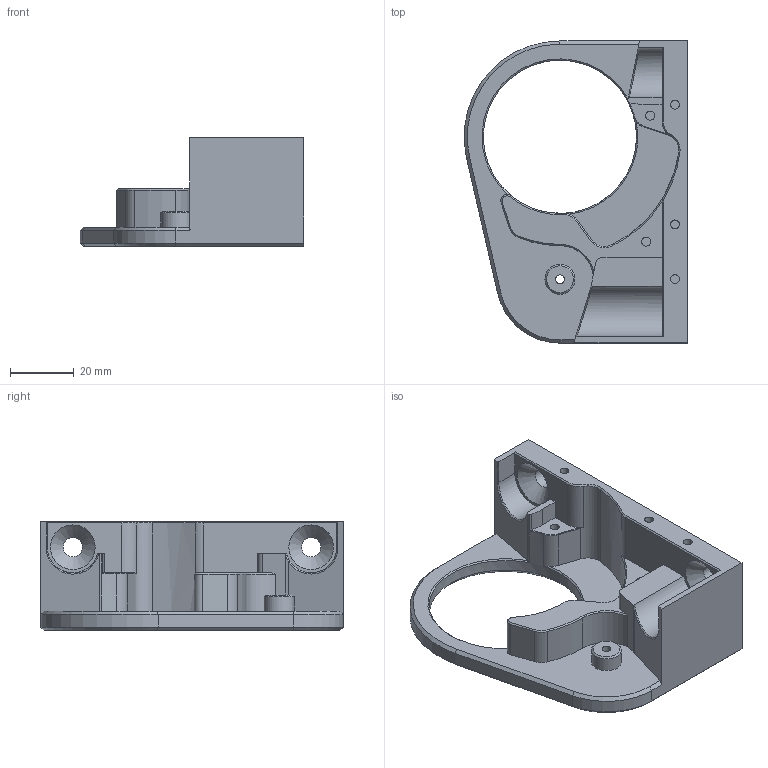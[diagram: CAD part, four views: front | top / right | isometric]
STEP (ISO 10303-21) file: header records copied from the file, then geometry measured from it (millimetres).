
FILE_DESCRIPTION(/* description */ (''),/* implementation_level */ '2;1');
FILE_NAME(/* name */ 'case.stp',/* time_stamp */ '2022-05-02T15:53:16+02:00',/* author */ ('ruben'),/* organization */ (''),/* preprocessor_version */ 'ST-DEVELOPER v18.1',/* originating_system */ 'Autodesk Inventor 2022',/* authorisation */ '');
FILE_SCHEMA (('AUTOMOTIVE_DESIGN { 1 0 10303 214 3 1 1 }'));
Length unit declared in the file: millimetre
Products named in the file (1): gehäuse
Bounding box: 69.94 x 94.6 x 34 mm (x, y, z)
Volume: 61677.1 mm3; surface area: 20239.6 mm2
Topology: 1 solids, 1 shells, 109 faces, 267 edges, 167 vertices
Faces by surface type: plane 45, cylinder 32, cone 26, bspline 6
Full cylindrical faces by diameter (mm): 2.8 x8, 6 x2, 9.4 x1, 48 x1
Entity records: 3404 total; most frequent: CARTESIAN_POINT 769, DIRECTION 544, ORIENTED_EDGE 534, EDGE_CURVE 267, AXIS2_PLACEMENT_3D 197, VERTEX_POINT 167, LINE 150, VECTOR 150
